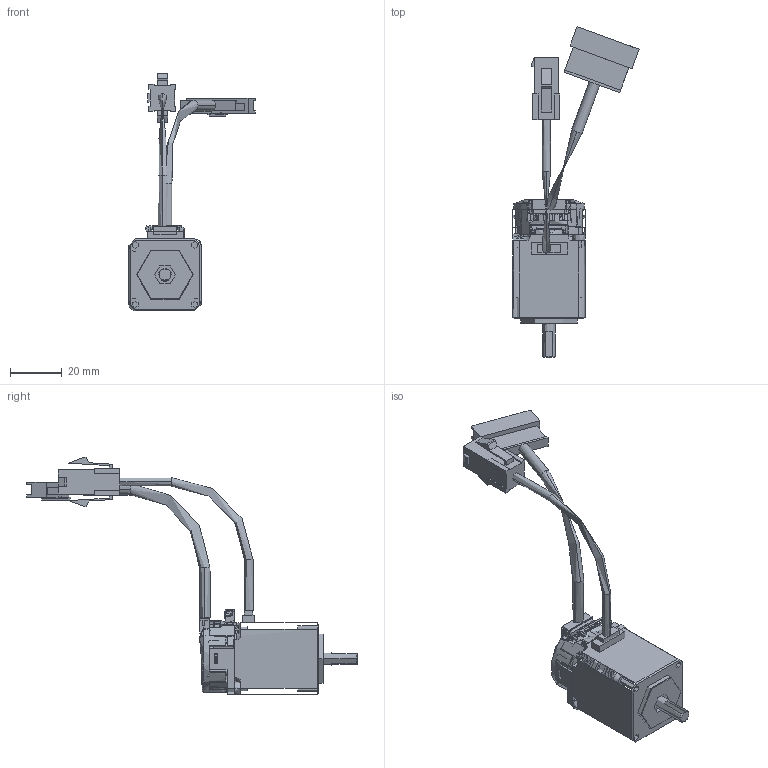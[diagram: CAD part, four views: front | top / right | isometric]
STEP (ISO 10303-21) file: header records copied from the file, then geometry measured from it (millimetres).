
FILE_DESCRIPTION (( 'STEP AP203' ), '1' );
FILE_NAME ('EzM-28S Assembly_091218.STEP', '2013-12-04T09:09:36', ( '' ), ( '' ), 'SwSTEP 2.0', 'SolidWorks 2012', '' );
FILE_SCHEMA (( 'CONFIG_CONTROL_DESIGN' ));
Products named in the file (15): EzM-28S Assembly_091218; Assembly52-1; Assembly49-3; SW3dPS-R28i_R28i_Hub-1; SW3dPS-R28i_R28i_Disk-1; SW3dPS-R28i_R28i_PCB-1; SW3dPS-R28i_Connector-1; SW3dPS-R28i_R28i_LeadFrame-1; SW3dPS-R28i_R28i_Cover-1; EzM-28M-5; EzM-28M-4; Power_Cable_20-1; encoder_cable_28-1; Assembly49-2; EzM-28M-3
Assembly tree (14 placements, depth 4):
  EzM-28S Assembly_091218
    Assembly52-1
      Assembly49-2
        EzM-28M-3
      Assembly49-3
        encoder_cable_28-1
        Power_Cable_20-1
        EzM-28M-4
        EzM-28M-5
        SW3dPS-R28i_R28i_Cover-1
        SW3dPS-R28i_R28i_LeadFrame-1
        SW3dPS-R28i_Connector-1
        SW3dPS-R28i_R28i_PCB-1
        SW3dPS-R28i_R28i_Disk-1
        SW3dPS-R28i_R28i_Hub-1
Bounding box: 48.95 x 128.2 x 92.3 mm (x, y, z)
Volume: 6279.8 mm3
Topology: 4 solids, 57 shells, 3939 faces, 11387 edges, 7518 vertices
Faces by surface type: plane 3236, cylinder 478, bspline 134, cone 91
Full cylindrical faces by diameter (mm): 0.406 x1, 1 x1
Entity records: 136199 total; most frequent: CARTESIAN_POINT 37336, ORIENTED_EDGE 21948, DIRECTION 16855, EDGE_CURVE 11382, LINE 7521, VECTOR 7521, VERTEX_POINT 7518, AXIS2_PLACEMENT_3D 4667
